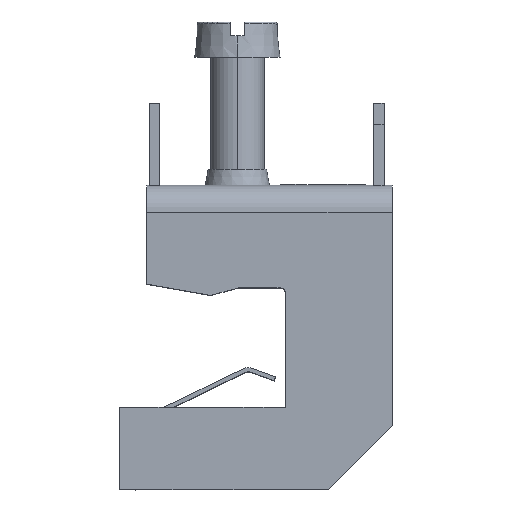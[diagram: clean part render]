
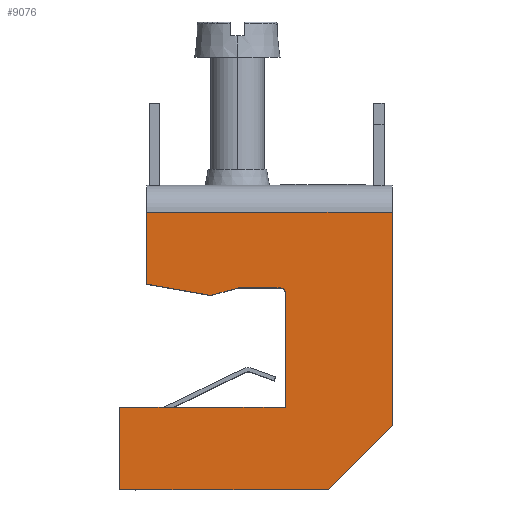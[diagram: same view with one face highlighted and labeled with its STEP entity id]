
A CAD part, top view. The second image highlights one B-rep face of the part: STEP entity #9076.
In plain terms, the highlighted planar face has unit normal (0, 0, 1).
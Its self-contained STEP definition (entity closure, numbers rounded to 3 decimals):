
#3314=DIRECTION('',(1.,0.,0.));
#3315=VECTOR('',#3314,22.997);
#3316=CARTESIAN_POINT('',(-29.61,21.74,11.5));
#3317=LINE('',#3316,#3315);
#4940=DIRECTION('',(0.,1.,0.));
#4941=VECTOR('',#4940,19.989);
#4942=CARTESIAN_POINT('',(-6.612,1.754,11.5));
#4943=LINE('',#4942,#4941);
#4947=DIRECTION('',(0.707,0.707,0.));
#4948=VECTOR('',#4947,8.487);
#4949=CARTESIAN_POINT('',(-12.61,-4.25,11.5));
#4950=LINE('',#4949,#4948);
#4954=DIRECTION('',(1.,0.,0.));
#4955=VECTOR('',#4954,8.998);
#4956=CARTESIAN_POINT('',(-21.608,-4.252,11.5));
#4957=LINE('',#4956,#4955);
#4961=CARTESIAN_POINT('',(-24.407,-4.255,11.5));
#4962=CARTESIAN_POINT('',(-24.399,-4.255,11.5));
#4963=CARTESIAN_POINT('',(-24.385,-4.255,11.5));
#4964=CARTESIAN_POINT('',(-24.364,-4.253,11.5));
#4965=CARTESIAN_POINT('',(-24.349,-4.251,11.5));
#4966=CARTESIAN_POINT('',(-24.343,-4.25,11.5));
#4971=DIRECTION('',(1.,0.,0.));
#4972=VECTOR('',#4971,6.201);
#4973=CARTESIAN_POINT('',(-30.608,-4.258,11.5));
#4974=LINE('',#4973,#4972);
#4978=CARTESIAN_POINT('',(-30.608,-3.758,11.5));
#4979=DIRECTION('',(0.,0.,1.));
#4980=DIRECTION('',(-0.181,-0.984,0.));
#4981=AXIS2_PLACEMENT_3D('',#4978,#4979,#4980);
#4986=DIRECTION('',(0.,-1.,0.));
#4987=VECTOR('',#4986,7.705);
#4988=CARTESIAN_POINT('',(-32.11,3.455,11.5));
#4989=LINE('',#4988,#4987);
#4993=CARTESIAN_POINT('',(-22.51,3.255,11.5));
#4994=DIRECTION('',(0.,0.,1.));
#4995=DIRECTION('',(0.032,0.999,0.));
#4996=AXIS2_PLACEMENT_3D('',#4993,#4994,#4995);
#5001=CARTESIAN_POINT('',(-19.183,3.455,11.5));
#5002=CARTESIAN_POINT('',(-19.191,3.456,11.5));
#5003=CARTESIAN_POINT('',(-19.201,3.457,11.5));
#5004=CARTESIAN_POINT('',(-19.218,3.457,11.5));
#5005=CARTESIAN_POINT('',(-19.23,3.456,11.5));
#5006=CARTESIAN_POINT('',(-19.233,3.455,11.5));
#5011=DIRECTION('',(0.,-1.,0.));
#5012=VECTOR('',#5011,10.686);
#5013=CARTESIAN_POINT('',(-16.61,14.141,11.5));
#5014=LINE('',#5013,#5012);
#5018=CARTESIAN_POINT('',(-17.111,14.642,11.5));
#5019=CARTESIAN_POINT('',(-17.055,14.642,11.5));
#5020=CARTESIAN_POINT('',(-16.953,14.625,11.5));
#5021=CARTESIAN_POINT('',(-16.811,14.552,11.5));
#5022=CARTESIAN_POINT('',(-16.699,14.441,11.5));
#5023=CARTESIAN_POINT('',(-16.627,14.298,11.5));
#5024=CARTESIAN_POINT('',(-16.61,14.196,11.5));
#5025=CARTESIAN_POINT('',(-16.61,14.141,11.5));
#5030=DIRECTION('',(1.,0.,0.));
#5031=VECTOR('',#5030,3.887);
#5032=CARTESIAN_POINT('',(-20.998,14.641,11.5));
#5033=LINE('',#5032,#5031);
#5037=DIRECTION('',(0.966,0.259,0.));
#5038=VECTOR('',#5037,2.704);
#5039=CARTESIAN_POINT('',(-23.61,13.941,11.5));
#5040=LINE('',#5039,#5038);
#5044=DIRECTION('',(0.985,-0.174,0.));
#5045=VECTOR('',#5044,6.092);
#5046=CARTESIAN_POINT('',(-29.61,14.999,11.5));
#5047=LINE('',#5046,#5045);
#5051=DIRECTION('',(0.,-1.,0.));
#5052=VECTOR('',#5051,6.741);
#5053=CARTESIAN_POINT('',(-29.61,21.74,11.5));
#5054=LINE('',#5053,#5052);
#5079=DIRECTION('',(-1.,0.001,0.));
#5080=VECTOR('',#5079,2.735);
#5081=CARTESIAN_POINT('',(-21.608,-4.252,11.5));
#5082=LINE('',#5081,#5080);
#5121=DIRECTION('',(-1.,0.,0.));
#5122=VECTOR('',#5121,1.412);
#5123=CARTESIAN_POINT('',(-30.697,-4.25,11.5));
#5124=LINE('',#5123,#5122);
#5163=DIRECTION('',(1.,0.,0.));
#5164=VECTOR('',#5163,9.594);
#5165=CARTESIAN_POINT('',(-32.11,3.455,11.5));
#5166=LINE('',#5165,#5164);
#6280=DIRECTION('',(1.,0.,0.));
#6281=VECTOR('',#6280,3.27);
#6282=CARTESIAN_POINT('',(-22.503,3.455,11.5));
#6283=LINE('',#6282,#6281);
#6315=DIRECTION('',(1.,0.,0.));
#6316=VECTOR('',#6315,2.573);
#6317=CARTESIAN_POINT('',(-19.183,3.455,11.5));
#6318=LINE('',#6317,#6316);
#6862=CARTESIAN_POINT('',(-20.998,14.641,11.5));
#6863=VERTEX_POINT('',#6862);
#6864=CARTESIAN_POINT('',(-23.61,13.941,11.5));
#6865=VERTEX_POINT('',#6864);
#6868=CARTESIAN_POINT('',(-17.111,14.642,11.5));
#6869=VERTEX_POINT('',#6868);
#6872=CARTESIAN_POINT('',(-16.61,14.141,11.5));
#6873=VERTEX_POINT('',#6872);
#6874=CARTESIAN_POINT('',(-16.609,3.455,11.5));
#6876=VERTEX_POINT('',#6874);
#6880=CARTESIAN_POINT('',(-19.183,3.455,11.5));
#6881=VERTEX_POINT('',#6880);
#6884=CARTESIAN_POINT('',(-19.233,3.455,11.5));
#6885=VERTEX_POINT('',#6884);
#6888=CARTESIAN_POINT('',(-22.503,3.455,11.5));
#6889=VERTEX_POINT('',#6888);
#6892=CARTESIAN_POINT('',(-22.516,3.456,11.5));
#6893=VERTEX_POINT('',#6892);
#6902=CARTESIAN_POINT('',(-32.11,3.455,11.5));
#6903=VERTEX_POINT('',#6902);
#6906=CARTESIAN_POINT('',(-32.11,-4.25,11.5));
#6907=VERTEX_POINT('',#6906);
#6908=CARTESIAN_POINT('',(-30.697,-4.25,11.5));
#6910=VERTEX_POINT('',#6908);
#6914=CARTESIAN_POINT('',(-30.608,-4.258,11.5));
#6915=VERTEX_POINT('',#6914);
#6918=CARTESIAN_POINT('',(-24.407,-4.255,11.5));
#6919=VERTEX_POINT('',#6918);
#6921=CARTESIAN_POINT('',(-24.343,-4.25,11.5));
#6923=VERTEX_POINT('',#6921);
#6924=CARTESIAN_POINT('',(-21.608,-4.252,11.5));
#6925=VERTEX_POINT('',#6924);
#6930=CARTESIAN_POINT('',(-12.61,-4.25,11.5));
#6931=VERTEX_POINT('',#6930);
#6934=CARTESIAN_POINT('',(-6.612,1.754,11.5));
#6935=VERTEX_POINT('',#6934);
#6990=CARTESIAN_POINT('',(-6.613,21.741,11.5));
#6991=VERTEX_POINT('',#6990);
#7081=CARTESIAN_POINT('',(-29.61,21.741,11.5));
#7082=VERTEX_POINT('',#7081);
#7083=CARTESIAN_POINT('',(-29.61,14.999,11.5));
#7084=VERTEX_POINT('',#7083);
#9031=CARTESIAN_POINT('',(-22.584,-3.837,11.5));
#9032=DIRECTION('',(0.,0.,1.));
#9033=DIRECTION('',(1.,0.,0.));
#9034=AXIS2_PLACEMENT_3D('',#9031,#9032,#9033);
#9035=PLANE('',#9034);
#9036=ORIENTED_EDGE('',*,*,#7899,.F.);
#9038=ORIENTED_EDGE('',*,*,#9037,.F.);
#9040=ORIENTED_EDGE('',*,*,#9039,.F.);
#9042=ORIENTED_EDGE('',*,*,#9041,.T.);
#9044=ORIENTED_EDGE('',*,*,#9043,.F.);
#9046=ORIENTED_EDGE('',*,*,#9045,.F.);
#9048=ORIENTED_EDGE('',*,*,#9047,.F.);
#9050=ORIENTED_EDGE('',*,*,#9049,.T.);
#9052=ORIENTED_EDGE('',*,*,#9051,.F.);
#9054=ORIENTED_EDGE('',*,*,#9053,.T.);
#9056=ORIENTED_EDGE('',*,*,#9055,.F.);
#9058=ORIENTED_EDGE('',*,*,#9057,.T.);
#9060=ORIENTED_EDGE('',*,*,#9059,.F.);
#9062=ORIENTED_EDGE('',*,*,#9061,.T.);
#9064=ORIENTED_EDGE('',*,*,#9063,.F.);
#9066=ORIENTED_EDGE('',*,*,#9065,.F.);
#9068=ORIENTED_EDGE('',*,*,#9067,.F.);
#9070=ORIENTED_EDGE('',*,*,#9069,.F.);
#9071=ORIENTED_EDGE('',*,*,#9016,.F.);
#9072=ORIENTED_EDGE('',*,*,#8086,.F.);
#9073=ORIENTED_EDGE('',*,*,#7763,.T.);
#9074=EDGE_LOOP('',(#9036,#9038,#9040,#9042,#9044,#9046,#9048,#9050,#9052,#9054,
#9056,#9058,#9060,#9062,#9064,#9066,#9068,#9070,#9071,#9072,#9073));
#9075=FACE_OUTER_BOUND('',#9074,.F.);
#4967=B_SPLINE_CURVE_WITH_KNOTS('',3,(#4961,#4962,#4963,#4964,#4965,#4966),
.UNSPECIFIED.,.F.,.F.,(4,1,1,4),(0.,0.333,0.667,1.),
.UNSPECIFIED.);
#4982=CIRCLE('',#4981,0.5);
#4997=CIRCLE('',#4996,0.2);
#5007=B_SPLINE_CURVE_WITH_KNOTS('',3,(#5001,#5002,#5003,#5004,#5005,#5006),
.UNSPECIFIED.,.F.,.F.,(4,1,1,4),(0.,0.333,0.667,1.),
.UNSPECIFIED.);
#5026=B_SPLINE_CURVE_WITH_KNOTS('',3,(#5018,#5019,#5020,#5021,#5022,#5023,#5024,
#5025),.UNSPECIFIED.,.F.,.F.,(4,1,1,1,1,4),(0.,0.2,0.4,0.6,0.8,1.),
.UNSPECIFIED.);
#7763=EDGE_CURVE('',#7082,#6991,#3317,.T.);
#7899=EDGE_CURVE('',#6935,#6991,#4943,.T.);
#8086=EDGE_CURVE('',#7082,#7084,#5054,.T.);
#9016=EDGE_CURVE('',#7084,#6865,#5047,.T.);
#9037=EDGE_CURVE('',#6931,#6935,#4950,.T.);
#9039=EDGE_CURVE('',#6925,#6931,#4957,.T.);
#9041=EDGE_CURVE('',#6925,#6923,#5082,.T.);
#9043=EDGE_CURVE('',#6919,#6923,#4967,.T.);
#9045=EDGE_CURVE('',#6915,#6919,#4974,.T.);
#9047=EDGE_CURVE('',#6910,#6915,#4982,.T.);
#9049=EDGE_CURVE('',#6910,#6907,#5124,.T.);
#9051=EDGE_CURVE('',#6903,#6907,#4989,.T.);
#9053=EDGE_CURVE('',#6903,#6893,#5166,.T.);
#9055=EDGE_CURVE('',#6889,#6893,#4997,.T.);
#9057=EDGE_CURVE('',#6889,#6885,#6283,.T.);
#9059=EDGE_CURVE('',#6881,#6885,#5007,.T.);
#9061=EDGE_CURVE('',#6881,#6876,#6318,.T.);
#9063=EDGE_CURVE('',#6873,#6876,#5014,.T.);
#9065=EDGE_CURVE('',#6869,#6873,#5026,.T.);
#9067=EDGE_CURVE('',#6863,#6869,#5033,.T.);
#9069=EDGE_CURVE('',#6865,#6863,#5040,.T.);
#9076=ADVANCED_FACE('',(#9075),#9035,.T.);
